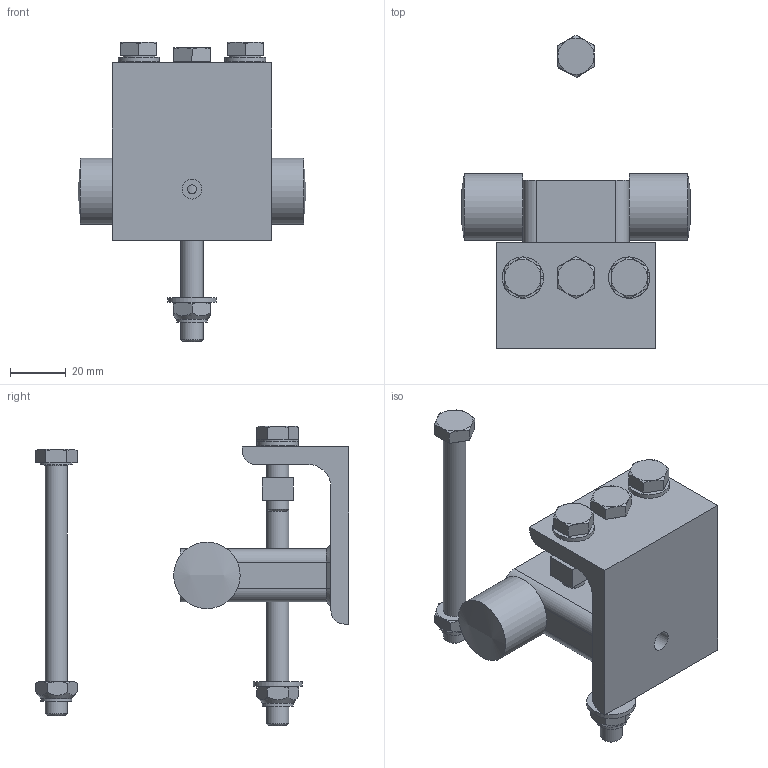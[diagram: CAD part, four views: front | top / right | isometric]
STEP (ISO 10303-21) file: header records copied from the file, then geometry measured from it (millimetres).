
FILE_DESCRIPTION((''),'2;1');
FILE_NAME('25575 ETA-4-5 INSERTABLE MID-RAIL STOP ASSEMBLY.stp','2011-01-25T08:24:50',('jholman'),(''),'Autodesk Inventor 2009','Autodesk Inventor 2009','');
FILE_SCHEMA(('AUTOMOTIVE_DESIGN { 1 0 10303 214 1 1 1 1 }'));
Length unit declared in the file: inch
Products named in the file (14): 25575; 3D11BEG4A; 3D1108F4B; 3D1188F4B; 3D1168F4A; 3D1158F4A; 3D1118F4A; 3D1178F4B; Hex Cap Screw - Metric M8 x 25; DIN 128 A8; Type A - Plain Washer (Inch) 5/16 - narrow - Type A; Prevailing Torque Type Hex Nut - Steel Metric Property Class 5 and 10 - Metric M8 x 1.25 Metal Type; 3D11PBG4A
Assembly tree (17 placements, depth 3):
  25575
    3D11BEG4A
    3D1108F4B
    3D1188F4B
    3D1168F4A  x2
      3D1158F4A
      3D1118F4A
    3D1178F4B
    Hex Cap Screw - Metric M8 x 25  x2
    DIN 128 A8  x2
    Type A - Plain Washer (Inch) 5/16 - narrow - Type A
    Prevailing Torque Type Hex Nut - Steel Metric Property Class 5 and 10 - Metric M8 x 1.25 Metal Type  x2
    3D11BEG4A
    3D11PBG4A
Bounding box: 81.92 x 112.28 x 107.48 mm (x, y, z)
Volume: 91822.1 mm3; surface area: 46311.8 mm2
Topology: 17 solids, 17 shells, 287 faces, 648 edges, 411 vertices
Faces by surface type: plane 166, cone 56, cylinder 38, bspline 19, torus 6, sphere 2
Full cylindrical faces by diameter (mm): 3.175 x1, 5.182 x1, 8 x4, 8.357 x2, 8.738 x1, 9.525 x1, 11.05 x2, 11.113 x2, 11.6 x4, 11.906 x2, 17.475 x1, 23.813 x2
Entity records: 6187 total; most frequent: CARTESIAN_POINT 1507, DIRECTION 907, ORIENTED_EDGE 810, EDGE_CURVE 405, AXIS2_PLACEMENT_3D 352, EDGE_LOOP 285, VERTEX_POINT 282, VECTOR 203
